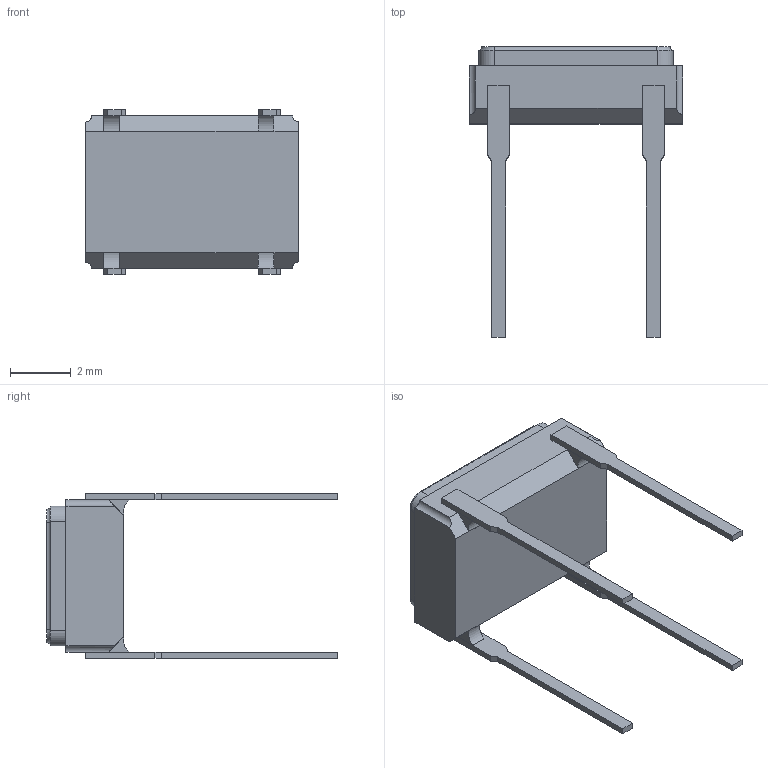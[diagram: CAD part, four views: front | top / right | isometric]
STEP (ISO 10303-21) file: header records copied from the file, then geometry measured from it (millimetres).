
FILE_DESCRIPTION (( 'STEP AP214' ), '1' );
FILE_NAME ('QT181.STEP', '2023-06-05T20:44:49', ( '' ), ( '' ), 'SwSTEP 2.0', 'SolidWorks 2022', '' );
FILE_SCHEMA (( 'AUTOMOTIVE_DESIGN' ));
Length unit declared in the file: inch
Products named in the file (1): QT181
Bounding box: 7.01 x 9.55 x 5.41 mm (x, y, z)
Volume: 69.3 mm3; surface area: 268.7 mm2
Topology: 5 solids, 5 shells, 297 faces, 815 edges, 566 vertices
Faces by surface type: plane 191, bspline 58, cylinder 40, torus 8
Entity records: 16496 total; most frequent: CARTESIAN_POINT 5237, ORIENTED_EDGE 1630, DIRECTION 1269, EDGE_CURVE 815, VECTOR 601, LINE 601, VERTEX_POINT 566, EDGE_LOOP 337
